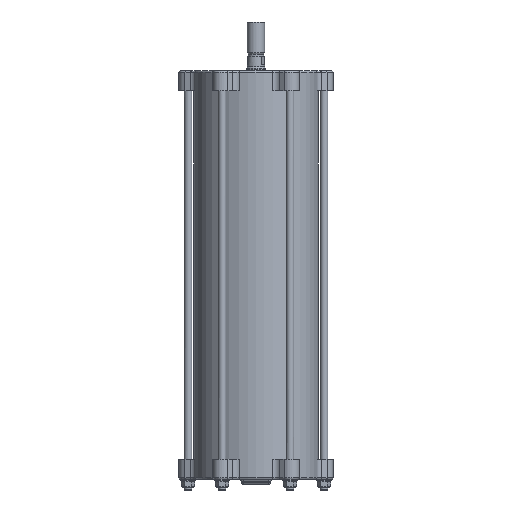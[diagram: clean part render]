
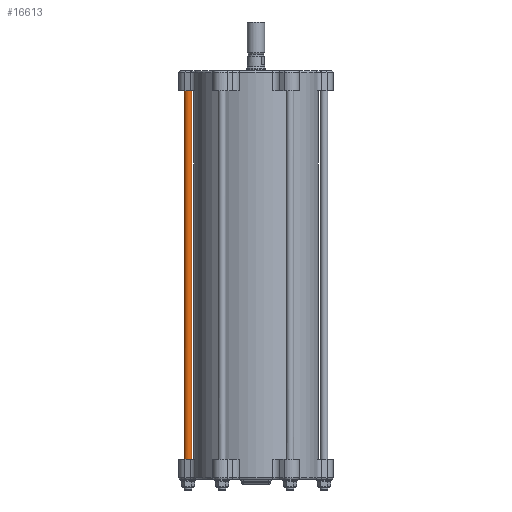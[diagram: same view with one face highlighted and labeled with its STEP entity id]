
A CAD part, left-side view. The second image highlights one B-rep face of the part: STEP entity #16613.
In plain terms, the highlighted cylindrical face has radius 8 mm (diameter 16 mm), a full revolution.
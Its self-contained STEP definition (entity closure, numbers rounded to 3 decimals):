
#1845=CYLINDRICAL_SURFACE('',#17974,8.);
#2522=FACE_BOUND('',#4214,.T.);
#2939=FACE_OUTER_BOUND('',#4213,.T.);
#4213=EDGE_LOOP('',(#11079));
#4214=EDGE_LOOP('',(#11080,#11081));
#5644=CIRCLE('',#17964,8.);
#5645=CIRCLE('',#17965,8.);
#5646=CIRCLE('',#17975,8.);
#7076=VERTEX_POINT('',#26145);
#7077=VERTEX_POINT('',#26146);
#7090=VERTEX_POINT('',#26212);
#8560=EDGE_CURVE('',#7076,#7077,#5644,.T.);
#8561=EDGE_CURVE('',#7077,#7076,#5645,.T.);
#8580=EDGE_CURVE('',#7090,#7090,#5646,.T.);
#11079=ORIENTED_EDGE('',*,*,#8580,.F.);
#11080=ORIENTED_EDGE('',*,*,#8561,.T.);
#11081=ORIENTED_EDGE('',*,*,#8560,.T.);
#16613=ADVANCED_FACE('',(#2939,#2522),#1845,.T.);
#17964=AXIS2_PLACEMENT_3D('',#26147,#20719,#20720);
#17965=AXIS2_PLACEMENT_3D('',#26148,#20721,#20722);
#17974=AXIS2_PLACEMENT_3D('',#26211,#20745,#20746);
#17975=AXIS2_PLACEMENT_3D('',#26213,#20747,#20748);
#20719=DIRECTION('center_axis',(0.,0.,
1.));
#20720=DIRECTION('ref_axis',(-1.,0.,0.));
#20721=DIRECTION('center_axis',(0.,0.,
1.));
#20722=DIRECTION('ref_axis',(-1.,0.,0.));
#20745=DIRECTION('center_axis',(0.,0.,
-1.));
#20746=DIRECTION('ref_axis',(-0.209,0.978,0.));
#20747=DIRECTION('center_axis',(0.,0.,
1.));
#20748=DIRECTION('ref_axis',(-0.209,0.978,0.));
#26145=CARTESIAN_POINT('',(8.,142.,-45.));
#26146=CARTESIAN_POINT('',(1.675,134.177,-45.));
#26147=CARTESIAN_POINT('Origin',(0.,142.,-45.));
#26148=CARTESIAN_POINT('Origin',(0.,142.,-45.));
#26211=CARTESIAN_POINT('Origin',(0.,142.,
810.));
#26212=CARTESIAN_POINT('',(1.675,134.177,770.));
#26213=CARTESIAN_POINT('Origin',(0.,142.,
770.));
